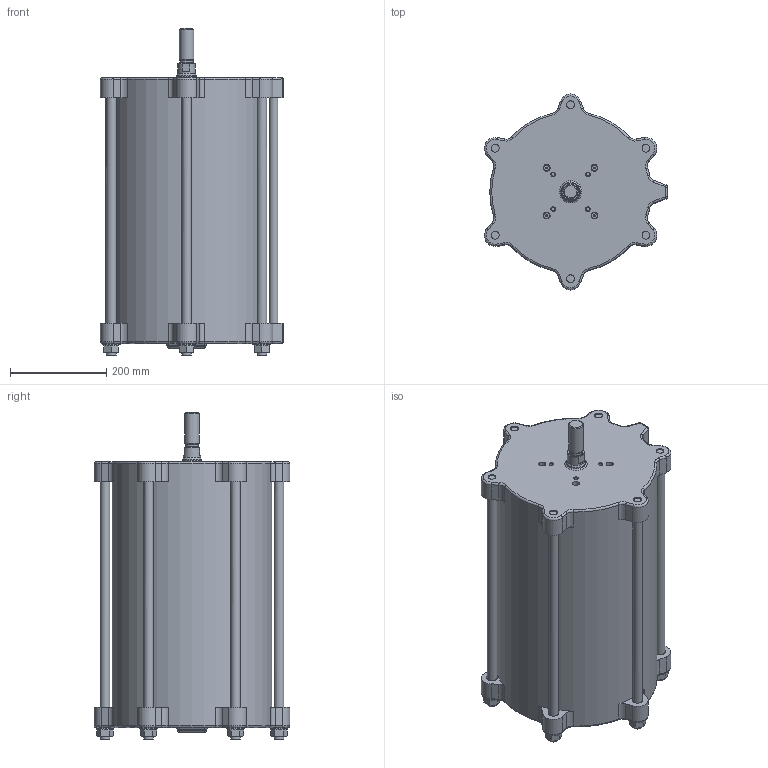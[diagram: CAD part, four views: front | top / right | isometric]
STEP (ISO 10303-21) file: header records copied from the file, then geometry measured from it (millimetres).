
FILE_DESCRIPTION(/* description */ (''),/* implementation_level */ '2;1');
FILE_NAME(/* name */ 'SC320 - 320.stp',/* time_stamp */ '2017-11-22T15:05:29+01:00',/* author */ ('Brumpreuksch'),/* organization */ (''),/* preprocessor_version */ 'ST-DEVELOPER v16.5',/* originating_system */ 'Autodesk Inventor 2017',/* authorisation */ '');
FILE_SCHEMA (('AUTOMOTIVE_DESIGN { 1 0 10303 214 3 1 1 }'));
Length unit declared in the file: millimetre
Products named in the file (1): SC320 - 320
Bounding box: 380.32 x 406 x 679 mm (x, y, z)
Volume: 14882460.4 mm3; surface area: 2189861.3 mm2
Topology: 1 solids, 21 shells, 1289 faces, 2919 edges, 1694 vertices
Faces by surface type: cylinder 352, plane 304, bspline 282, torus 176, cone 103, sphere 72
Full cylindrical faces by diameter (mm): 4.917 x7, 7.5 x4, 8.376 x4, 9.5 x2, 10.106 x2, 12 x4, 13.835 x4, 14 x7, 16 x6, 18 x3, 18.2 x4, 18.5 x2, 18.631 x2, 20 x12, 21 x6, 22 x6, 23 x2, 25 x1, 26 x4, 27 x1, 30 x7, 30.5 x1, 36 x1, 37 x6, 40 x5, 40.2 x2, 44 x1, 49.8 x2, 56 x1, 250 x1
Entity records: 42616 total; most frequent: CARTESIAN_POINT 15093, DIRECTION 5540, ORIENTED_EDGE 5080, EDGE_CURVE 2536, AXIS2_PLACEMENT_3D 2507, EDGE_LOOP 1652, VERTEX_POINT 1590, CIRCLE 1376
